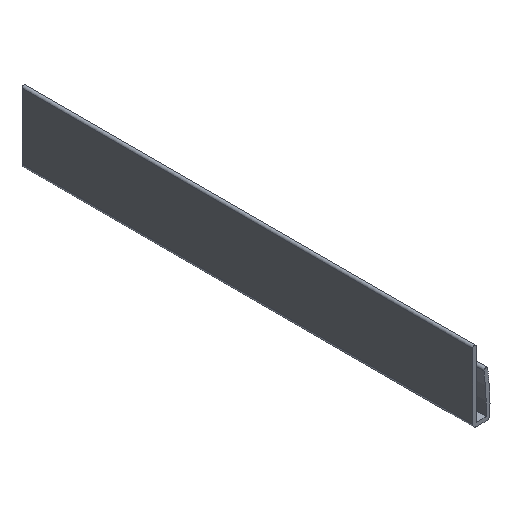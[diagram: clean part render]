
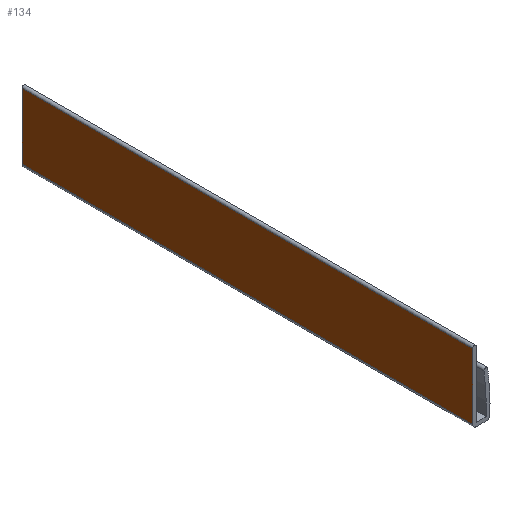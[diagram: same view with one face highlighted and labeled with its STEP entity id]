
A CAD part, isometric view. The second image highlights one B-rep face of the part: STEP entity #134.
In plain terms, the highlighted planar face has unit normal (-1, 0, 0).
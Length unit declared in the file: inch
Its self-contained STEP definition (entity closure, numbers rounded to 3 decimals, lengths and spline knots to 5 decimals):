
#71=CARTESIAN_POINT('',(0.0,5.5125,0.925));
#72=VERTEX_POINT('',#71);
#80=CARTESIAN_POINT('',(0.0,-0.4875,0.925));
#81=VERTEX_POINT('',#80);
#82=CARTESIAN_POINT('',(0.0,-0.4875,0.925));
#83=DIRECTION('',(0.0,1.0,-0.0));
#84=VECTOR('',#83,1.0);
#85=LINE('',#82,#84);
#86=EDGE_CURVE('',#81,#72,#85,.T.);
#104=CARTESIAN_POINT('',(-0.0,5.5125,0.05));
#105=VERTEX_POINT('',#104);
#106=CARTESIAN_POINT('',(0.0,5.5125,0.925));
#107=DIRECTION('',(0.0,-0.0,-1.0));
#108=VECTOR('',#107,1.0);
#109=LINE('',#106,#108);
#110=EDGE_CURVE('',#72,#105,#109,.T.);
#111=ORIENTED_EDGE('',*,*,#110,.T.);
#112=CARTESIAN_POINT('',(-0.0,-0.4875,0.05));
#113=VERTEX_POINT('',#112);
#114=CARTESIAN_POINT('',(-0.0,-0.4875,0.05));
#115=DIRECTION('',(0.0,1.0,-0.0));
#116=VECTOR('',#115,1.0);
#117=LINE('',#114,#116);
#118=EDGE_CURVE('',#113,#105,#117,.T.);
#119=ORIENTED_EDGE('',*,*,#118,.F.);
#120=CARTESIAN_POINT('',(0.0,-0.4875,0.925));
#121=DIRECTION('',(0.0,-0.0,-1.0));
#122=VECTOR('',#121,1.0);
#123=LINE('',#120,#122);
#124=EDGE_CURVE('',#81,#113,#123,.T.);
#125=ORIENTED_EDGE('',*,*,#124,.F.);
#126=ORIENTED_EDGE('',*,*,#86,.T.);
#127=EDGE_LOOP('',(#111,#119,#125,#126));
#128=FACE_OUTER_BOUND('',#127,.T.);
#129=CARTESIAN_POINT('',(0.0,-0.4875,0.4875));
#130=DIRECTION('',(-1.0,0.0,-0.0));
#131=DIRECTION('',(-0.0,0.0,1.0));
#132=AXIS2_PLACEMENT_3D('',#129,#130,#131);
#133=PLANE('',#132);
#134=ADVANCED_FACE('',(#128),#133,.T.);
